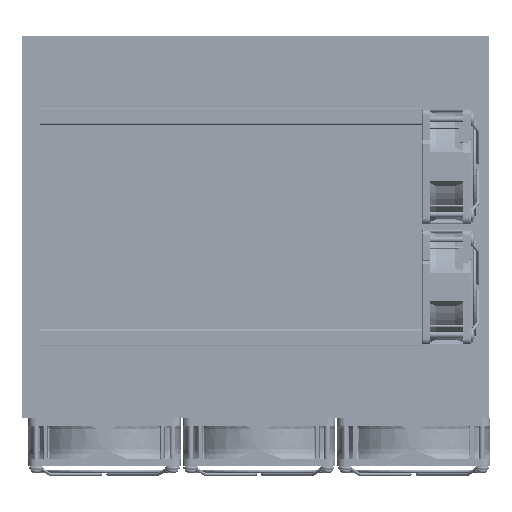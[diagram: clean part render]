
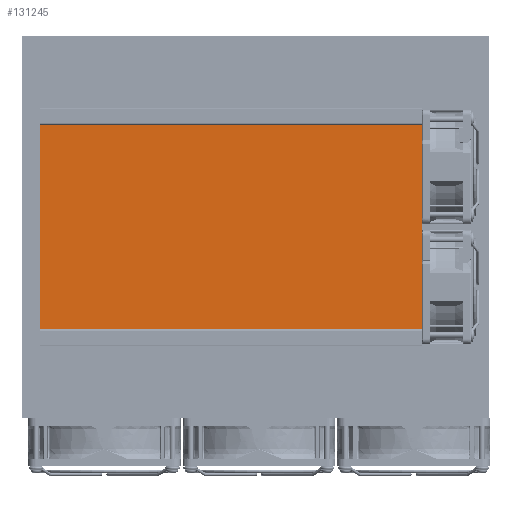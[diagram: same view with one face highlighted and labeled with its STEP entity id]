
A CAD part, front view. The second image highlights one B-rep face of the part: STEP entity #131245.
In plain terms, the highlighted face is planar.
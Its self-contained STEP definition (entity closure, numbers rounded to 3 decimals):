
#11411 = LINE ( 'NONE', #170616, #77746 ) ;
#12813 = ORIENTED_EDGE ( 'NONE', *, *, #65624, .T. ) ;
#15318 = EDGE_CURVE ( 'NONE', #104281, #135542, #94082, .T. ) ;
#23867 = FACE_OUTER_BOUND ( 'NONE', #38991, .T. ) ;
#26894 = LINE ( 'NONE', #29448, #44613 ) ;
#27766 = DIRECTION ( 'NONE',  ( 0., 1., 0. ) ) ;
#29448 = CARTESIAN_POINT ( 'NONE',  ( -100., -55.5, 0. ) ) ;
#38991 = EDGE_LOOP ( 'NONE', ( #48478, #61992, #12813, #133151 ) ) ;
#39525 = CARTESIAN_POINT ( 'NONE',  ( 0., 0., 0. ) ) ;
#44613 = VECTOR ( 'NONE', #27766, 1000. ) ;
#48478 = ORIENTED_EDGE ( 'NONE', *, *, #15318, .T. ) ;
#48541 = AXIS2_PLACEMENT_3D ( 'NONE', #39525, #117011, #132643 ) ;
#61992 = ORIENTED_EDGE ( 'NONE', *, *, #64225, .T. ) ;
#63688 = DIRECTION ( 'NONE',  ( -1., 0., 0. ) ) ;
#64225 = EDGE_CURVE ( 'NONE', #135542, #106280, #75052, .T. ) ;
#65624 = EDGE_CURVE ( 'NONE', #106280, #87278, #11411, .T. ) ;
#74772 = CARTESIAN_POINT ( 'NONE',  ( -100., -55.5, 0. ) ) ;
#75052 = LINE ( 'NONE', #87285, #141464 ) ;
#77746 = VECTOR ( 'NONE', #63688, 1000. ) ;
#87278 = VERTEX_POINT ( 'NONE', #74772 ) ;
#87285 = CARTESIAN_POINT ( 'NONE',  ( 100., -55.5, 0. ) ) ;
#89871 = DIRECTION ( 'NONE',  ( 0., -1., 0. ) ) ;
#94082 = LINE ( 'NONE', #162763, #148290 ) ;
#96756 = CARTESIAN_POINT ( 'NONE',  ( 100., 55.5, 0. ) ) ;
#104281 = VERTEX_POINT ( 'NONE', #163814 ) ;
#106280 = VERTEX_POINT ( 'NONE', #137837 ) ;
#117011 = DIRECTION ( 'NONE',  ( 0., 0., 1. ) ) ;
#118228 = EDGE_CURVE ( 'NONE', #87278, #104281, #26894, .T. ) ;
#131245 = ADVANCED_FACE ( 'N', ( #23867 ), #146515, .F. ) ;
#132643 = DIRECTION ( 'NONE',  ( 1., 0., 0. ) ) ;
#133151 = ORIENTED_EDGE ( 'NONE', *, *, #118228, .T. ) ;
#135542 = VERTEX_POINT ( 'NONE', #96756 ) ;
#137837 = CARTESIAN_POINT ( 'NONE',  ( 100., -55.5, 0. ) ) ;
#141464 = VECTOR ( 'NONE', #89871, 1000. ) ;
#146515 = PLANE ( 'NONE',  #48541 ) ;
#147132 = DIRECTION ( 'NONE',  ( 1., 0., 0. ) ) ;
#148290 = VECTOR ( 'NONE', #147132, 1000. ) ;
#162763 = CARTESIAN_POINT ( 'NONE',  ( 100., 55.5, 0. ) ) ;
#163814 = CARTESIAN_POINT ( 'NONE',  ( -100., 55.5, 0. ) ) ;
#170616 = CARTESIAN_POINT ( 'NONE',  ( 100., -55.5, 0. ) ) ;
